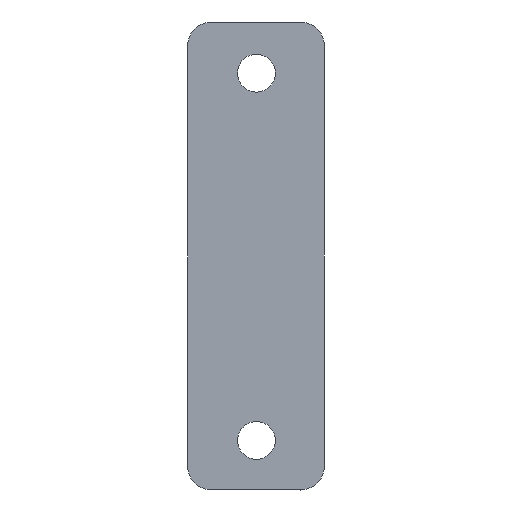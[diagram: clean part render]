
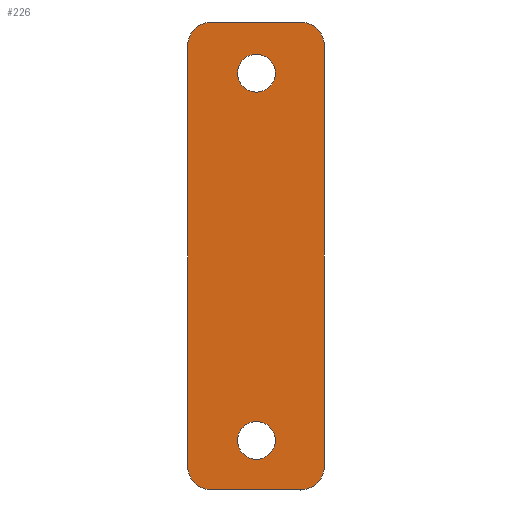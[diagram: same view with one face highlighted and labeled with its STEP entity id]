
A CAD part, left-side view. The second image highlights one B-rep face of the part: STEP entity #226.
In plain terms, the highlighted planar face has unit normal (-1, 0, 0).
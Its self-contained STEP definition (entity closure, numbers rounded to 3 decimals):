
#17=FACE_BOUND('',#49,.T.);
#18=FACE_BOUND('',#50,.T.);
#24=PLANE('',#262);
#34=FACE_OUTER_BOUND('',#48,.T.);
#48=EDGE_LOOP('',(#193,#194,#195,#196,#197,#198,#199,#200));
#49=EDGE_LOOP('',(#201));
#50=EDGE_LOOP('',(#202));
#57=LINE('',#350,#75);
#63=LINE('',#374,#81);
#64=LINE('',#377,#82);
#68=LINE('',#388,#86);
#75=VECTOR('',#281,10.);
#81=VECTOR('',#305,10.);
#82=VECTOR('',#308,10.);
#86=VECTOR('',#322,10.);
#90=CIRCLE('',#245,2.);
#96=CIRCLE('',#254,2.);
#97=CIRCLE('',#258,2.);
#98=CIRCLE('',#260,2.);
#99=CIRCLE('',#263,1.6);
#100=CIRCLE('',#264,1.6);
#103=VERTEX_POINT('',#340);
#104=VERTEX_POINT('',#342);
#106=VERTEX_POINT('',#348);
#114=VERTEX_POINT('',#368);
#115=VERTEX_POINT('',#372);
#116=VERTEX_POINT('',#376);
#117=VERTEX_POINT('',#380);
#118=VERTEX_POINT('',#384);
#119=VERTEX_POINT('',#390);
#120=VERTEX_POINT('',#392);
#123=EDGE_CURVE('',#103,#104,#90,.T.);
#127=EDGE_CURVE('',#103,#106,#57,.T.);
#136=EDGE_CURVE('',#114,#106,#96,.T.);
#139=EDGE_CURVE('',#114,#115,#63,.T.);
#140=EDGE_CURVE('',#116,#104,#64,.T.);
#142=EDGE_CURVE('',#116,#117,#97,.T.);
#144=EDGE_CURVE('',#118,#115,#98,.T.);
#146=EDGE_CURVE('',#118,#117,#68,.T.);
#147=EDGE_CURVE('',#119,#119,#99,.T.);
#148=EDGE_CURVE('',#120,#120,#100,.T.);
#193=ORIENTED_EDGE('',*,*,#123,.F.);
#194=ORIENTED_EDGE('',*,*,#127,.T.);
#195=ORIENTED_EDGE('',*,*,#136,.F.);
#196=ORIENTED_EDGE('',*,*,#139,.T.);
#197=ORIENTED_EDGE('',*,*,#144,.F.);
#198=ORIENTED_EDGE('',*,*,#146,.T.);
#199=ORIENTED_EDGE('',*,*,#142,.F.);
#200=ORIENTED_EDGE('',*,*,#140,.T.);
#201=ORIENTED_EDGE('',*,*,#147,.F.);
#202=ORIENTED_EDGE('',*,*,#148,.F.);
#226=ADVANCED_FACE('',(#34,#17,#18),#24,.T.);
#245=AXIS2_PLACEMENT_3D('',#343,#274,#275);
#254=AXIS2_PLACEMENT_3D('',#369,#299,#300);
#258=AXIS2_PLACEMENT_3D('',#381,#312,#313);
#260=AXIS2_PLACEMENT_3D('',#385,#317,#318);
#262=AXIS2_PLACEMENT_3D('',#389,#323,#324);
#263=AXIS2_PLACEMENT_3D('',#391,#325,#326);
#264=AXIS2_PLACEMENT_3D('',#393,#327,#328);
#274=DIRECTION('center_axis',(1.,0.,0.));
#275=DIRECTION('ref_axis',(0.,-0.707,-0.707));
#281=DIRECTION('',(0.,0.,1.));
#299=DIRECTION('center_axis',(1.,0.,0.));
#300=DIRECTION('ref_axis',(0.,-0.707,0.707));
#305=DIRECTION('',(0.,1.,0.));
#308=DIRECTION('',(0.,-1.,0.));
#312=DIRECTION('center_axis',(1.,0.,0.));
#313=DIRECTION('ref_axis',(0.,0.707,-0.707));
#317=DIRECTION('center_axis',(1.,0.,0.));
#318=DIRECTION('ref_axis',(0.,0.707,0.707));
#322=DIRECTION('',(0.,0.,-1.));
#323=DIRECTION('center_axis',(-1.,0.,0.));
#324=DIRECTION('ref_axis',(0.,0.,1.));
#325=DIRECTION('center_axis',(-1.,0.,0.));
#326=DIRECTION('ref_axis',(0.,0.,1.));
#327=DIRECTION('center_axis',(-1.,0.,0.));
#328=DIRECTION('ref_axis',(0.,0.,1.));
#340=CARTESIAN_POINT('',(2.287,0.74,447.855));
#342=CARTESIAN_POINT('',(2.287,2.74,445.855));
#343=CARTESIAN_POINT('Origin',(2.287,2.74,447.855));
#348=CARTESIAN_POINT('',(2.287,0.74,483.355));
#350=CARTESIAN_POINT('',(2.287,0.74,452.405));
#368=CARTESIAN_POINT('',(2.287,2.74,485.355));
#369=CARTESIAN_POINT('Origin',(2.287,2.74,483.355));
#372=CARTESIAN_POINT('',(2.287,10.27,485.355));
#374=CARTESIAN_POINT('',(2.287,-2.836,485.355));
#376=CARTESIAN_POINT('',(2.287,10.27,445.855));
#377=CARTESIAN_POINT('',(2.287,6.384,445.855));
#380=CARTESIAN_POINT('',(2.287,12.27,447.855));
#381=CARTESIAN_POINT('Origin',(2.287,10.27,447.855));
#384=CARTESIAN_POINT('',(2.287,12.27,483.355));
#385=CARTESIAN_POINT('Origin',(2.287,10.27,483.355));
#388=CARTESIAN_POINT('',(2.287,12.27,470.672));
#389=CARTESIAN_POINT('Origin',(2.287,-4.801,465.627));
#390=CARTESIAN_POINT('',(2.287,6.469,448.438));
#391=CARTESIAN_POINT('Origin',(2.287,6.469,450.038));
#392=CARTESIAN_POINT('',(2.287,6.469,479.438));
#393=CARTESIAN_POINT('Origin',(2.287,6.469,481.038));
